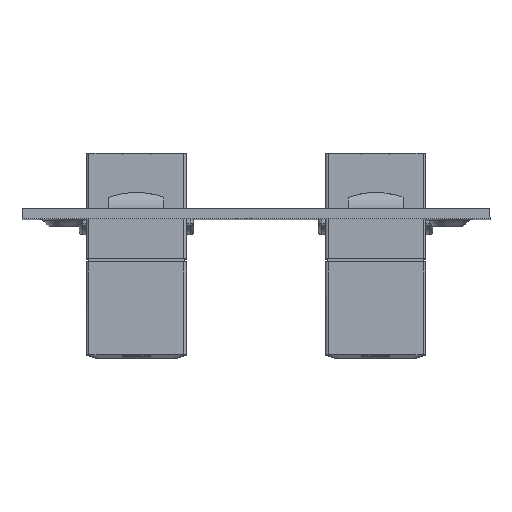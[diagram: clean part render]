
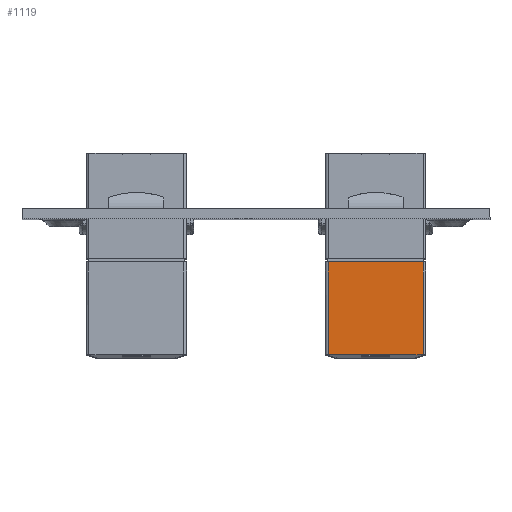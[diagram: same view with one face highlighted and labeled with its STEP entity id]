
A CAD part, top view. The second image highlights one B-rep face of the part: STEP entity #1119.
In plain terms, the highlighted face is planar.
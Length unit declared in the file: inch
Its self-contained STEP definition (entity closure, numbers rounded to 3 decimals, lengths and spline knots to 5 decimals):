
#88 = DIRECTION ( 'NONE',  ( -1., 0., 0. ) ) ;
#511 = VECTOR ( 'NONE', #88, 39.37008 ) ;
#802 = LINE ( 'NONE', #1168, #511 ) ;
#1119 = ADVANCED_FACE ( 'NONE', ( #3623 ), #4642, .F. ) ;
#1168 = CARTESIAN_POINT ( 'NONE',  ( 0.2874, -0.03543, -0.31949 ) ) ;
#1934 = VERTEX_POINT ( 'NONE', #5318 ) ;
#2113 = LINE ( 'NONE', #9854, #6974 ) ;
#3199 = EDGE_CURVE ( 'NONE', #4738, #8275, #5775, .T. ) ;
#3435 = VECTOR ( 'NONE', #9542, 39.37008 ) ;
#3485 = DIRECTION ( 'NONE',  ( 0., 1., 0. ) ) ;
#3623 = FACE_OUTER_BOUND ( 'NONE', #11049, .T. ) ;
#3960 = CARTESIAN_POINT ( 'NONE',  ( -0.27165, -0.03543, -0.31949 ) ) ;
#4411 = AXIS2_PLACEMENT_3D ( 'NONE', #4794, #4723, #4566 ) ;
#4566 = DIRECTION ( 'NONE',  ( 1., 0., 0. ) ) ;
#4589 = EDGE_CURVE ( 'NONE', #1934, #11660, #802, .T. ) ;
#4642 = PLANE ( 'NONE',  #4411 ) ;
#4723 = DIRECTION ( 'NONE',  ( 0., 0., 1. ) ) ;
#4738 = VERTEX_POINT ( 'NONE', #10017 ) ;
#4794 = CARTESIAN_POINT ( 'NONE',  ( -0.2874, 0.58661, -0.31949 ) ) ;
#5318 = CARTESIAN_POINT ( 'NONE',  ( 0.27165, -0.03543, -0.31949 ) ) ;
#5641 = EDGE_CURVE ( 'NONE', #1934, #4738, #5858, .T. ) ;
#5775 = LINE ( 'NONE', #9754, #8164 ) ;
#5858 = LINE ( 'NONE', #11294, #3435 ) ;
#6139 = ORIENTED_EDGE ( 'NONE', *, *, #4589, .F. ) ;
#6155 = ORIENTED_EDGE ( 'NONE', *, *, #3199, .T. ) ;
#6974 = VECTOR ( 'NONE', #3485, 39.37008 ) ;
#7415 = ORIENTED_EDGE ( 'NONE', *, *, #5641, .T. ) ;
#8164 = VECTOR ( 'NONE', #9715, 39.37008 ) ;
#8275 = VERTEX_POINT ( 'NONE', #9023 ) ;
#9023 = CARTESIAN_POINT ( 'NONE',  ( -0.27165, -0.56693, -0.31949 ) ) ;
#9522 = ORIENTED_EDGE ( 'NONE', *, *, #10523, .T. ) ;
#9542 = DIRECTION ( 'NONE',  ( 0., -1., 0. ) ) ;
#9715 = DIRECTION ( 'NONE',  ( -1., 0., 0. ) ) ;
#9754 = CARTESIAN_POINT ( 'NONE',  ( -0.2874, -0.56693, -0.31949 ) ) ;
#9854 = CARTESIAN_POINT ( 'NONE',  ( -0.27165, 0.58661, -0.31949 ) ) ;
#10017 = CARTESIAN_POINT ( 'NONE',  ( 0.27165, -0.56693, -0.31949 ) ) ;
#10523 = EDGE_CURVE ( 'NONE', #8275, #11660, #2113, .T. ) ;
#11049 = EDGE_LOOP ( 'NONE', ( #6139, #7415, #6155, #9522 ) ) ;
#11294 = CARTESIAN_POINT ( 'NONE',  ( 0.27165, 0.58661, -0.31949 ) ) ;
#11660 = VERTEX_POINT ( 'NONE', #3960 ) ;
